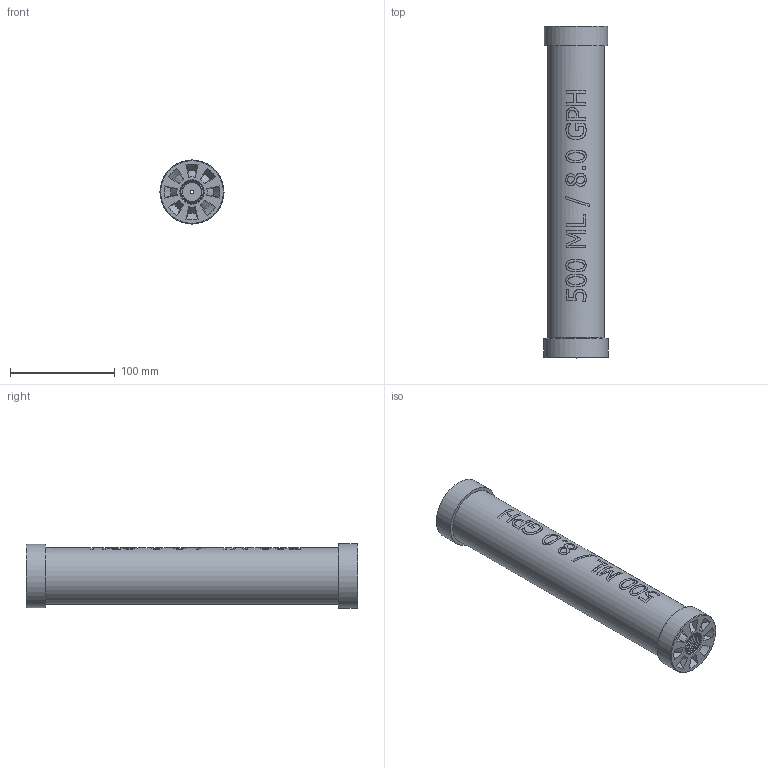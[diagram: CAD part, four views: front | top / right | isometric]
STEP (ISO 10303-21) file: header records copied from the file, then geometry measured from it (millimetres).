
FILE_DESCRIPTION((''),'2;1');
FILE_NAME('PV#3-500_R0.stp','2016-03-18T13:57:08',('Engineering'),(''),'Autodesk Inventor 2009','Autodesk Inventor 2009','');
FILE_SCHEMA(('AUTOMOTIVE_DESIGN { 1 0 10303 214 1 1 1 1 }'));
Length unit declared in the file: inch
Products named in the file (4): PV#3-500_R0; PV500-ENCAP; PV-500-TUBE_R0; PV500-DSCAP
Assembly tree (3 placements, depth 2):
  PV#3-500_R0
    PV500-ENCAP
    PV-500-TUBE_R0
    PV500-DSCAP
Bounding box: 61.29 x 317.5 x 61.29 mm (x, y, z)
Volume: 169068.5 mm3; surface area: 126461.6 mm2
Topology: 3 solids, 3 shells, 261 faces, 672 edges, 446 vertices
Faces by surface type: bspline 121, plane 72, cylinder 37, cone 31
Full cylindrical faces by diameter (mm): 18.258 x7, 21.336 x8, 50.927 x1, 53.975 x1, 60.96 x1, 61.292 x1
Entity records: 49325 total; most frequent: CARTESIAN_POINT 44019, ORIENTED_EDGE 1250, DIRECTION 660, EDGE_CURVE 625, VERTEX_POINT 443, EDGE_LOOP 340, B_SPLINE_CURVE_WITH_KNOTS 310, FACE_OUTER_BOUND 261
